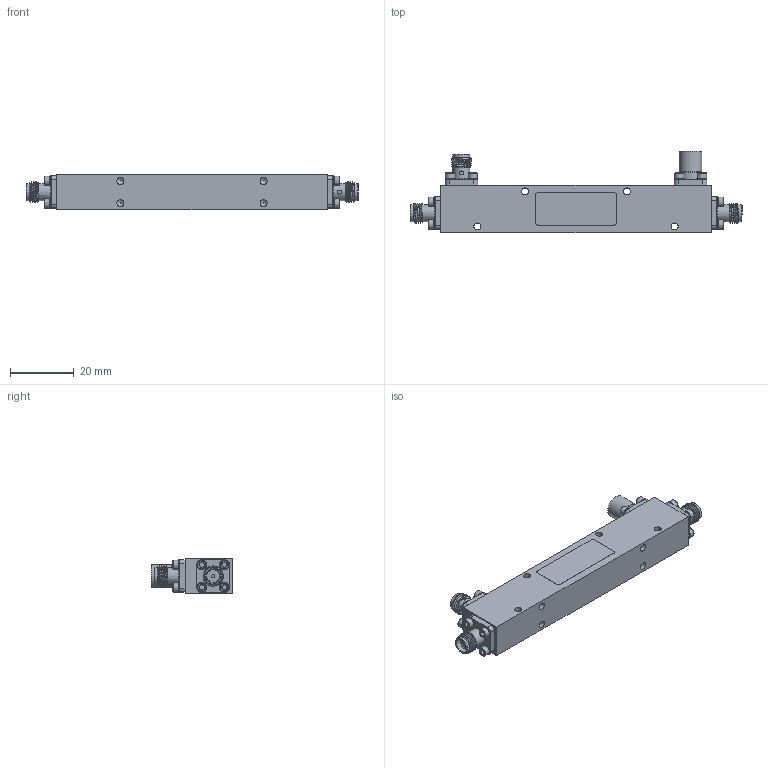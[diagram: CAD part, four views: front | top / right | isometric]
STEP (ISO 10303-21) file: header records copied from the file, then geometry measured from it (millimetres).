
FILE_DESCRIPTION (( 'STEP AP203' ), '1' );
FILE_NAME ('MC0727-06_3D.step', '2023-01-26T18:24:14', ( '' ), ( '' ), 'SwSTEP 2.0', 'SolidWorks 2022', '' );
FILE_SCHEMA (( 'CONFIG_CONTROL_DESIGN' ));
Products named in the file (1): MC0727-06_3D
Bounding box: 104.3 x 25.67 x 11.05 mm (x, y, z)
Volume: 15428 mm3; surface area: 7443 mm2
Topology: 1 solids, 22 shells, 615 faces, 1274 edges, 760 vertices
Faces by surface type: plane 286, cone 147, cylinder 138, bspline 41, torus 3
Full cylindrical faces by diameter (mm): 1.016 x4, 1.27 x4, 2.2 x4, 2.261 x4, 2.578 x16, 2.926 x16, 3.085 x12, 4.521 x3, 5.08 x4, 5.334 x6, 6.604 x1, 7.112 x2
Entity records: 31764 total; most frequent: CARTESIAN_POINT 19866, DIRECTION 2456, ORIENTED_EDGE 2200, EDGE_CURVE 1100, AXIS2_PLACEMENT_3D 1050, EDGE_LOOP 844, VERTEX_POINT 710, FACE_OUTER_BOUND 694
